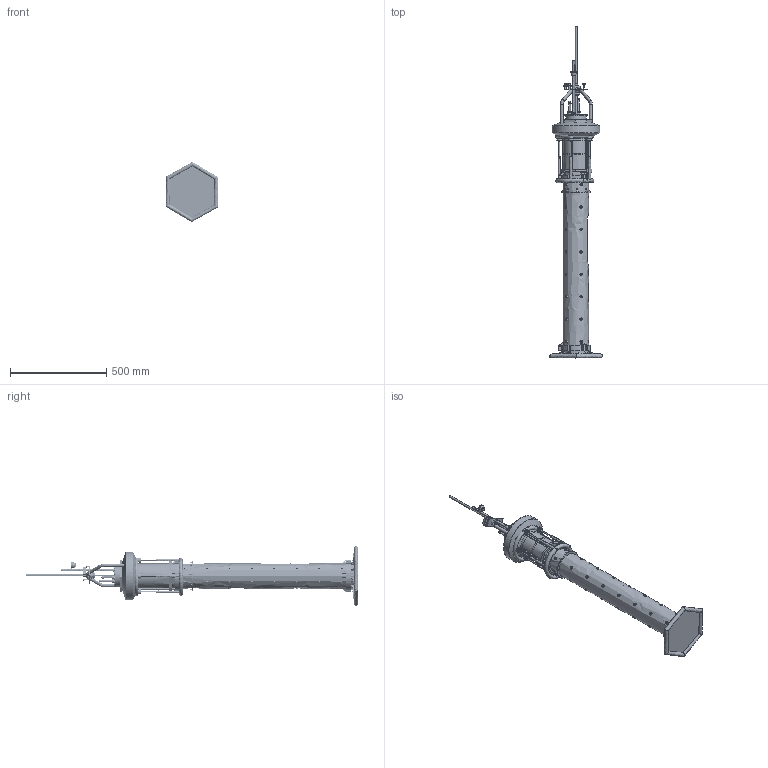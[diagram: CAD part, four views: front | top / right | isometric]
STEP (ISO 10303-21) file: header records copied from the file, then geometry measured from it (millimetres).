
FILE_DESCRIPTION(('FreeCAD Model'),'2;1');
FILE_NAME('Open CASCADE Shape Model','2025-04-25T13:29:54',('FreeCAD'),( 'FreeCAD'),'Open CASCADE STEP processor 7.6','FreeCAD','Unknown');
FILE_SCHEMA(('AUTOMOTIVE_DESIGN { 1 0 10303 214 1 1 1 1 }'));
Products named in the file (1): Open CASCADE STEP translator 7.6 1
Bounding box: 274.06 x 1728.69 x 313.69 mm (x, y, z)
Volume: 6572772.8 mm3; surface area: 2024117.2 mm2
Topology: 224 solids, 224 shells, 3923 faces, 8635 edges, 5366 vertices
Faces by surface type: bspline 3923
Entity records: 225753 total; most frequent: CARTESIAN_POINT 172488, ORIENTED_EDGE 17230, EDGE_CURVE 8615, B_SPLINE_CURVE_WITH_KNOTS 5569, VERTEX_POINT 5366, FACE_BOUND 4979, EDGE_LOOP 4979, ADVANCED_FACE 3923
